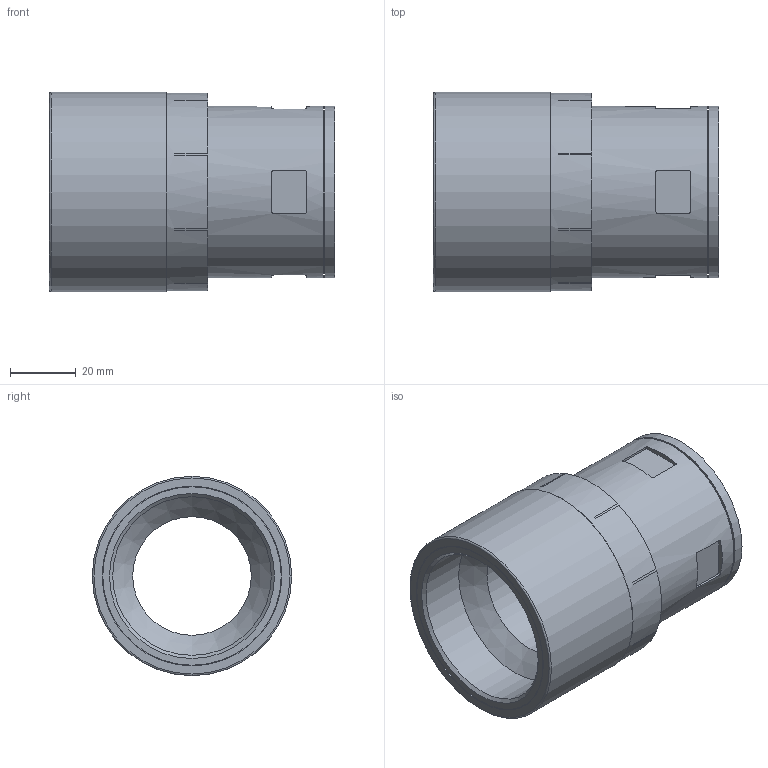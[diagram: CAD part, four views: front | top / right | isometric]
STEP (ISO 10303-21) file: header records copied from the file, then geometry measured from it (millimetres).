
FILE_DESCRIPTION( ( 'STEP AP203' ), '1' );
FILE_NAME( 'FLEXA RQGK2-M 5108.042.250.stp', '2020-03-25T08:58:30', ( 'License CC BY-ND 4.0' ), ( 'CADENAS' ), ' ', 'PARTsolutions', ' ' );
FILE_SCHEMA( ( 'CONFIG_CONTROL_DESIGN' ) );
Length unit declared in the file: millimetre
Products named in the file (1): _FLEXA RQGK2-M 5108.042.250
Bounding box: 86.5 x 60.48 x 60.48 mm (x, y, z)
Volume: 101617.2 mm3; surface area: 30937.7 mm2
Topology: 1 solids, 1 shells, 66 faces, 175 edges, 121 vertices
Faces by surface type: plane 37, cylinder 26, cone 2, torus 1
Full cylindrical faces by diameter (mm): 36 x1, 42.5 x1, 46 x1, 48.16 x1, 52 x2, 54.13 x1, 54.53 x1, 60 x1, 60.48 x1
Entity records: 2058 total; most frequent: CARTESIAN_POINT 429, DIRECTION 320, ORIENTED_EDGE 314, EDGE_CURVE 157, AXIS2_PLACEMENT_3D 120, VERTEX_POINT 117, EDGE_LOOP 92, LINE 80
